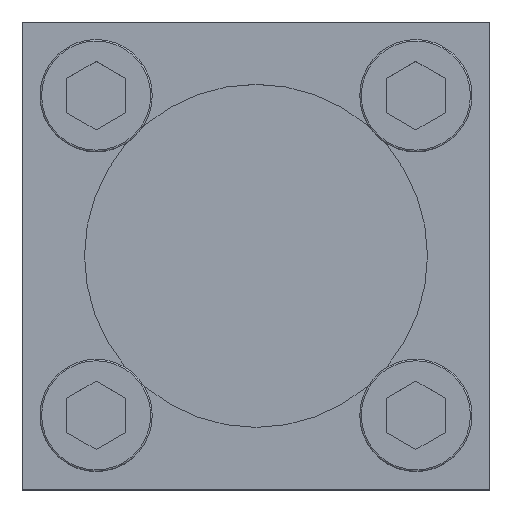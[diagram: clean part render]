
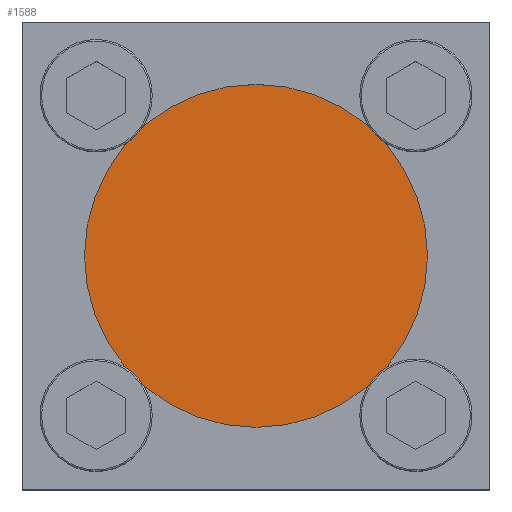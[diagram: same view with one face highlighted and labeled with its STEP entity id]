
A CAD part, top view. The second image highlights one B-rep face of the part: STEP entity #1588.
In plain terms, the highlighted planar face has unit normal (0, 0, 1).
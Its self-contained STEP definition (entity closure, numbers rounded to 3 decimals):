
#351=PLANE('',#1722);
#488=ORIENTED_EDGE('',*,*,#837,.F.);
#837=EDGE_CURVE('',#1040,#1040,#1191,.T.);
#1040=VERTEX_POINT('',#2349);
#1191=CIRCLE('',#1712,55.);
#1257=EDGE_LOOP('',(#488));
#1421=FACE_BOUND('',#1257,.T.);
#1588=ADVANCED_FACE('',(#1421),#351,.F.);
#1712=AXIS2_PLACEMENT_3D('',#2348,#1884,#1885);
#1722=AXIS2_PLACEMENT_3D('',#2429,#1940,#1941);
#1884=DIRECTION('',(0.,0.,-1.));
#1885=DIRECTION('',(-1.,0.,0.));
#1940=DIRECTION('',(0.,0.,-1.));
#1941=DIRECTION('',(-1.,0.,0.));
#2348=CARTESIAN_POINT('',(0.,0.,0.));
#2349=CARTESIAN_POINT('',(-55.,0.,0.));
#2429=CARTESIAN_POINT('',(0.,0.,0.));
